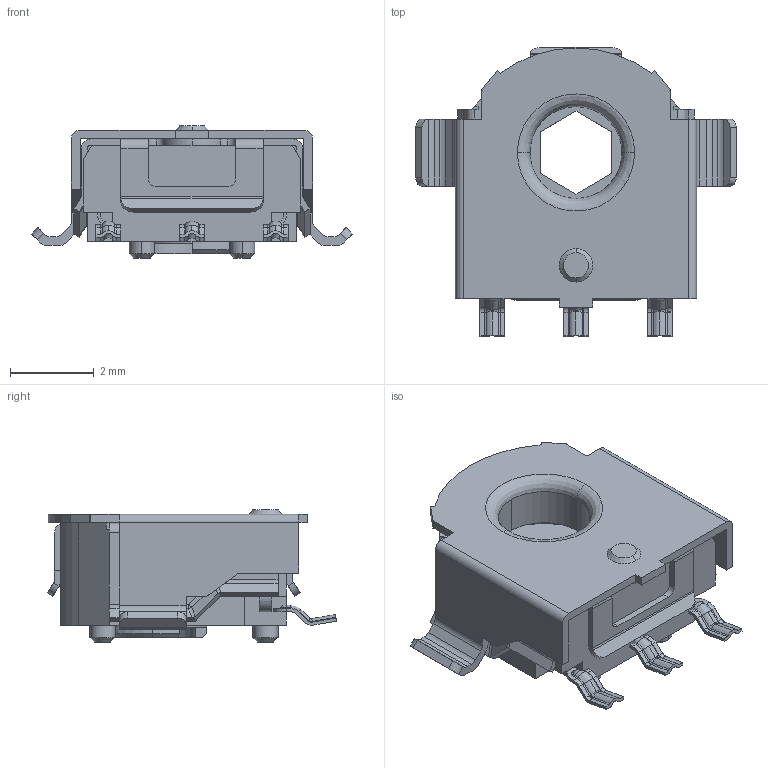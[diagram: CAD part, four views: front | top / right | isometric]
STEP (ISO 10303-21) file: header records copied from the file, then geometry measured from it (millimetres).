
FILE_DESCRIPTION(('STEP AP214'),'1');
FILE_NAME ('EC05E1220401.STEP', '2011-01-08T12:49:01', ( '' ), ( '' ), 'SwSTEP 2.0', 'SolidWorks 2007', '' );
FILE_SCHEMA(('automotive_design'));
Length unit declared in the file: inch
Products named in the file (1): EC05E1220401
Bounding box: 7.67 x 6.92 x 3.16 mm (x, y, z)
Volume: 50.7 mm3; surface area: 255.7 mm2
Topology: 1 solids, 1 shells, 499 faces, 1317 edges, 819 vertices
Faces by surface type: plane 208, cylinder 202, bspline 59, cone 21, sphere 7, revolution 2
Entity records: 20072 total; most frequent: CARTESIAN_POINT 4096, ORIENTED_EDGE 2626, DIRECTION 2400, EDGE_CURVE 1313, AXIS2_PLACEMENT_3D 823, VERTEX_POINT 819, LINE 752, VECTOR 752
